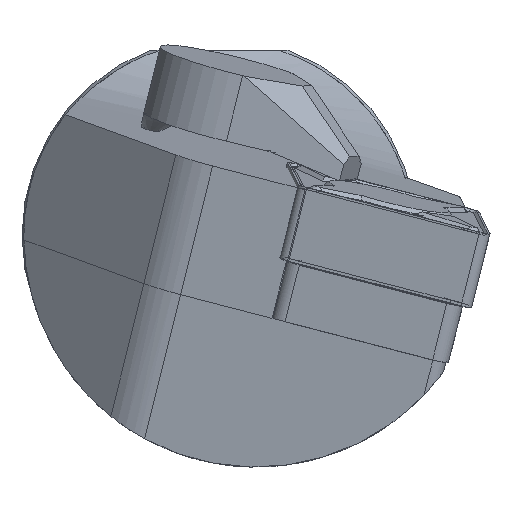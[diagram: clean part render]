
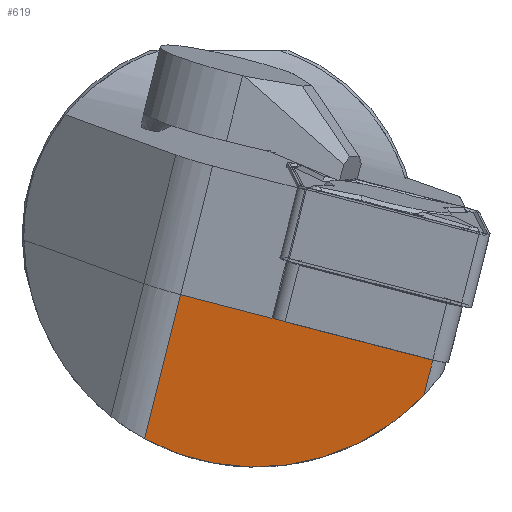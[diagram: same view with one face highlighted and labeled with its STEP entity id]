
A CAD part, left-side view. The second image highlights one B-rep face of the part: STEP entity #619.
In plain terms, the highlighted planar face has unit normal (-0.991, 0.107, -0.081).
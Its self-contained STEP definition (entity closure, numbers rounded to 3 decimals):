
#609=ELLIPSE('',#2577,18.972,18.8);
#619=ADVANCED_FACE('',(#806),#736,.F.);
#736=PLANE('',#2578);
#806=FACE_OUTER_BOUND('',#917,.T.);
#917=EDGE_LOOP('',(#1409,#1410,#1411,#1412,#1413,#1414));
#1044=LINE('',#3364,#1222);
#1048=LINE('',#3379,#1226);
#1049=LINE('',#3381,#1227);
#1050=LINE('',#3385,#1228);
#1051=LINE('',#3387,#1229);
#1222=VECTOR('',#2782,1.);
#1226=VECTOR('',#2792,1.);
#1227=VECTOR('',#2793,1.);
#1228=VECTOR('',#2796,1.);
#1229=VECTOR('',#2797,1.);
#1409=ORIENTED_EDGE('',*,*,#2205,.F.);
#1410=ORIENTED_EDGE('',*,*,#2206,.T.);
#1411=ORIENTED_EDGE('',*,*,#2207,.T.);
#1412=ORIENTED_EDGE('',*,*,#2208,.F.);
#1413=ORIENTED_EDGE('',*,*,#2209,.F.);
#1414=ORIENTED_EDGE('',*,*,#2199,.F.);
#2001=VERTEX_POINT('',#3361);
#2002=VERTEX_POINT('',#3363);
#2007=VERTEX_POINT('',#3380);
#2008=VERTEX_POINT('',#3382);
#2009=VERTEX_POINT('',#3384);
#2010=VERTEX_POINT('',#3386);
#2199=EDGE_CURVE('',#2002,#2001,#1044,.T.);
#2205=EDGE_CURVE('',#2007,#2002,#1048,.T.);
#2206=EDGE_CURVE('',#2007,#2008,#1049,.T.);
#2207=EDGE_CURVE('',#2008,#2009,#609,.T.);
#2208=EDGE_CURVE('',#2010,#2009,#1050,.T.);
#2209=EDGE_CURVE('',#2001,#2010,#1051,.T.);
#2577=AXIS2_PLACEMENT_3D('',#3383,#2794,#2795);
#2578=AXIS2_PLACEMENT_3D('',#3388,#2798,#2799);
#2782=DIRECTION('',(-0.084,-0.965,-0.25));
#2792=DIRECTION('',(-0.084,-0.965,-0.25));
#2793=DIRECTION('',(0.105,0.241,-0.965));
#2794=DIRECTION('',(-0.991,0.108,-0.081));
#2795=DIRECTION('',(-0.134,-0.793,0.594));
#2796=DIRECTION('',(0.105,0.241,-0.965));
#2797=DIRECTION('',(-0.084,-0.965,-0.25));
#2798=DIRECTION('',(0.991,-0.108,0.081));
#2799=DIRECTION('',(0.108,0.994,0.));
#3361=CARTESIAN_POINT('',(-123.011,-8.648,247.357));
#3363=CARTESIAN_POINT('',(-122.979,-8.283,247.452));
#3364=CARTESIAN_POINT('',(-122.324,-0.792,249.39));
#3379=CARTESIAN_POINT('',(-122.324,-0.792,249.39));
#3380=CARTESIAN_POINT('',(-122.324,-0.792,249.39));
#3381=CARTESIAN_POINT('',(-159.902,-87.287,596.302));
#3382=CARTESIAN_POINT('',(-121.058,2.122,237.703));
#3383=CARTESIAN_POINT('',(-123.376,-6.884,254.206));
#3384=CARTESIAN_POINT('',(-123.807,-20.535,241.28));
#3385=CARTESIAN_POINT('',(-161.691,-107.733,591.011));
#3386=CARTESIAN_POINT('',(-124.112,-21.238,244.099));
#3387=CARTESIAN_POINT('',(-122.324,-0.792,249.39));
#3388=CARTESIAN_POINT('',(-159.902,-87.287,596.302));
